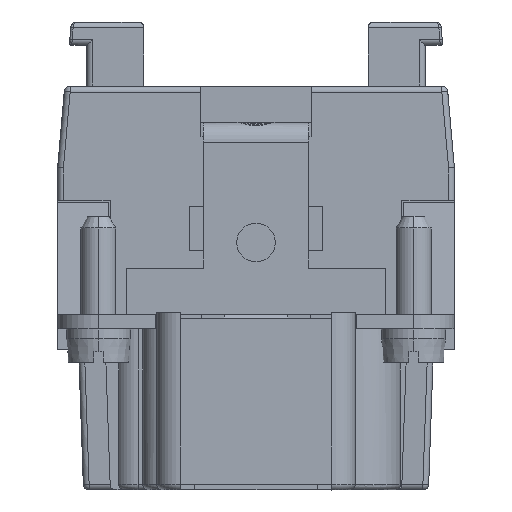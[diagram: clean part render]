
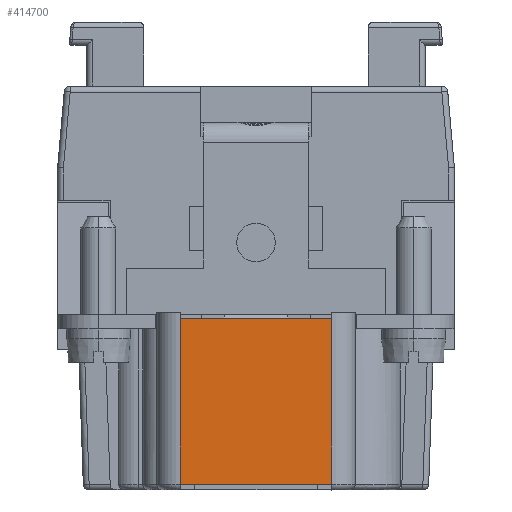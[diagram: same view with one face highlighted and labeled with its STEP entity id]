
A CAD part, left-side view. The second image highlights one B-rep face of the part: STEP entity #414700.
In plain terms, the highlighted planar face has unit normal (-1, 0, 0).
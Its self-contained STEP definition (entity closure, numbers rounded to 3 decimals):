
#413500=CARTESIAN_POINT('',(19.046,22.176,
-19.));
#413510=VERTEX_POINT('',#413500);
#414060=CARTESIAN_POINT('',(19.046,22.176,
-4.8));
#414070=VERTEX_POINT('',#414060);
#414350=CARTESIAN_POINT('',(19.046,11.676,
-3.7));
#414360=DIRECTION('',(-1.,0.,0.));
#414370=DIRECTION('',(0.,0.,1.));
#414380=AXIS2_PLACEMENT_3D('',#414350,#414360,#414370);
#414390=PLANE('',#414380);
#414400=CARTESIAN_POINT('',(19.046,35.176,
0.));
#414410=DIRECTION('',(0.,0.,1.));
#414420=VECTOR('',#414410,1000.);
#414430=LINE('',#414400,#414420);
#414440=CARTESIAN_POINT('',(19.046,35.176,
-19.));
#414450=VERTEX_POINT('',#414440);
#414460=CARTESIAN_POINT('',(19.046,35.176,
-4.8));
#414470=VERTEX_POINT('',#414460);
#414480=EDGE_CURVE('',#414450,#414470,#414430,.T.);
#414490=ORIENTED_EDGE('',*,*,#414480,.F.);
#414500=CARTESIAN_POINT('',(19.046,-19.908,
-4.8));
#414510=DIRECTION('',(0.,1.,0.));
#414520=VECTOR('',#414510,1000.);
#414530=LINE('',#414500,#414520);
#414540=EDGE_CURVE('',#414070,#414470,#414530,.T.);
#414550=ORIENTED_EDGE('',*,*,#414540,.T.);
#414560=CARTESIAN_POINT('',(19.046,22.176,
0.));
#414570=DIRECTION('',(0.,0.,-1.));
#414580=VECTOR('',#414570,1000.);
#414590=LINE('',#414560,#414580);
#414600=EDGE_CURVE('',#414070,#413510,#414590,.T.);
#414610=ORIENTED_EDGE('',*,*,#414600,.F.);
#414620=CARTESIAN_POINT('',(19.046,-19.908,
-19.));
#414630=DIRECTION('',(0.,-1.,0.));
#414640=VECTOR('',#414630,1000.);
#414650=LINE('',#414620,#414640);
#414660=EDGE_CURVE('',#414450,#413510,#414650,.T.);
#414670=ORIENTED_EDGE('',*,*,#414660,.T.);
#414680=EDGE_LOOP('',(#414670,#414610,#414550,#414490));
#414690=FACE_OUTER_BOUND('',#414680,.T.);
#414700=ADVANCED_FACE('',(#414690),#414390,.T.);
